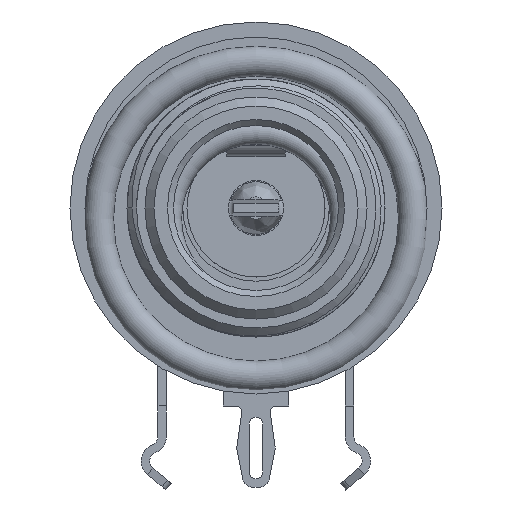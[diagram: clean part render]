
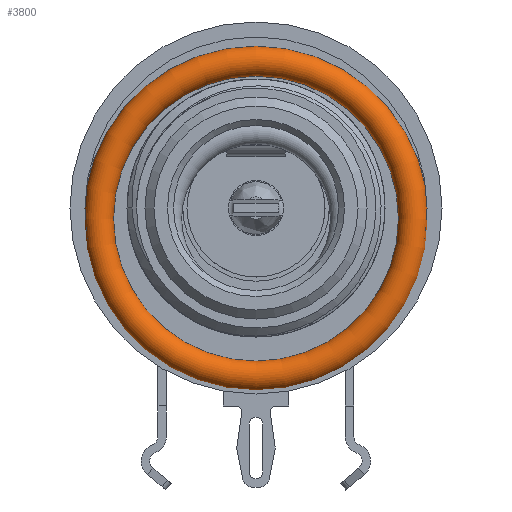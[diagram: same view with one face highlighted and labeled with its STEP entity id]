
A CAD part, left-side view. The second image highlights one B-rep face of the part: STEP entity #3800.
In plain terms, the highlighted toroidal (fillet/blend) face has major radius 6.668 mm and minor radius 0.635 mm.
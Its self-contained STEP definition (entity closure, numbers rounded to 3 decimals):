
#952=FACE_OUTER_BOUND('',#1175,.T.);
#1175=EDGE_LOOP('',(#2603,#2604,#2605,#2606));
#1416=CIRCLE('',#4040,0.635);
#1417=CIRCLE('',#4041,6.033);
#1622=VERTEX_POINT('',#5667);
#2008=EDGE_CURVE('',#1622,#1622,#1416,.T.);
#2009=EDGE_CURVE('',#1622,#1622,#1417,.T.);
#2603=ORIENTED_EDGE('',*,*,#2008,.F.);
#2604=ORIENTED_EDGE('',*,*,#2009,.T.);
#2605=ORIENTED_EDGE('',*,*,#2008,.T.);
#2606=ORIENTED_EDGE('',*,*,#2009,.F.);
#3793=TOROIDAL_SURFACE('',#4039,6.668,0.635);
#3800=ADVANCED_FACE('',(#952),#3793,.T.);
#4039=AXIS2_PLACEMENT_3D('',#5666,#4479,#4480);
#4040=AXIS2_PLACEMENT_3D('',#5668,#4481,#4482);
#4041=AXIS2_PLACEMENT_3D('',#5669,#4483,#4484);
#4479=DIRECTION('center_axis',(1.,0.,0.));
#4480=DIRECTION('ref_axis',(0.,1.,0.));
#4481=DIRECTION('center_axis',(0.,0.,
-1.));
#4482=DIRECTION('ref_axis',(0.,-1.,0.));
#4483=DIRECTION('center_axis',(-1.,0.,0.));
#4484=DIRECTION('ref_axis',(0.,1.,0.));
#5666=CARTESIAN_POINT('Origin',(-2.72,0.013,10.924));
#5667=CARTESIAN_POINT('',(-2.72,-6.02,10.924));
#5668=CARTESIAN_POINT('Origin',(-2.72,-6.655,10.924));
#5669=CARTESIAN_POINT('Origin',(-2.72,0.013,10.924));
